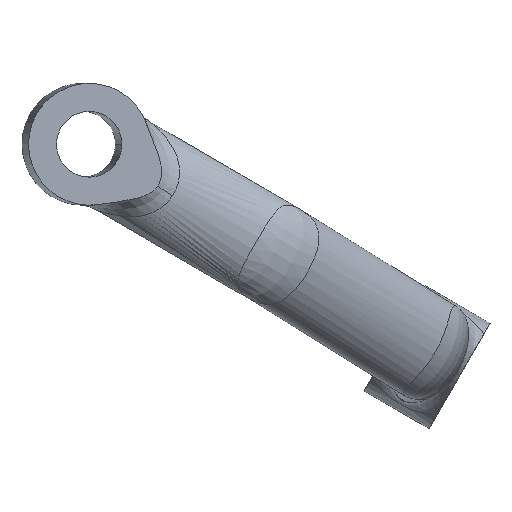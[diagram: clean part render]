
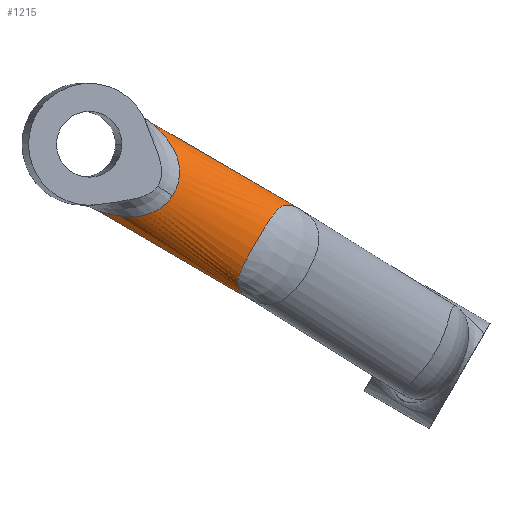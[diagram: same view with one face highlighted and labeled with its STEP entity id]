
A CAD part, left-side view. The second image highlights one B-rep face of the part: STEP entity #1215.
In plain terms, the highlighted face is a extrusion surface.
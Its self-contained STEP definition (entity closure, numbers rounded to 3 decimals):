
#107=CARTESIAN_POINT('',(-18.184,-6.084,63.71));
#108=CARTESIAN_POINT('',(-18.186,-6.036,63.636));
#109=CARTESIAN_POINT('',(-18.184,-5.931,63.493));
#110=CARTESIAN_POINT('',(-18.168,-5.745,63.292));
#111=CARTESIAN_POINT('',(-18.136,-5.534,63.111));
#112=CARTESIAN_POINT('',(-18.094,-5.315,62.962));
#113=CARTESIAN_POINT('',(-18.043,-5.093,62.842));
#114=CARTESIAN_POINT('',(-17.982,-4.851,62.742));
#115=CARTESIAN_POINT('',(-17.906,-4.576,62.659));
#116=CARTESIAN_POINT('',(-17.812,-4.261,62.6));
#117=CARTESIAN_POINT('',(-17.703,-3.915,62.576));
#118=CARTESIAN_POINT('',(-17.594,-3.58,62.588));
#119=CARTESIAN_POINT('',(-17.495,-3.29,62.621));
#120=CARTESIAN_POINT('',(-17.405,-3.038,62.665));
#121=CARTESIAN_POINT('',(-17.32,-2.811,62.716));
#122=CARTESIAN_POINT('',(-17.239,-2.611,62.768));
#123=CARTESIAN_POINT('',(-17.161,-2.439,62.818));
#124=CARTESIAN_POINT('',(-17.085,-2.294,62.863));
#125=CARTESIAN_POINT('',(-17.009,-2.178,62.901));
#126=CARTESIAN_POINT('',(-16.934,-2.094,62.929));
#127=CARTESIAN_POINT('',(-16.86,-2.043,62.946));
#128=CARTESIAN_POINT('',(-16.809,-2.028,62.949));
#129=CARTESIAN_POINT('',(-16.784,-2.026,62.949));
#131=CARTESIAN_POINT('',(-16.544,-4.774,67.708));
#132=CARTESIAN_POINT('',(-16.57,-4.776,67.708));
#133=CARTESIAN_POINT('',(-16.623,-4.789,67.701));
#134=CARTESIAN_POINT('',(-16.709,-4.842,67.663));
#135=CARTESIAN_POINT('',(-16.796,-4.929,67.596));
#136=CARTESIAN_POINT('',(-16.885,-5.045,67.501));
#137=CARTESIAN_POINT('',(-16.975,-5.187,67.379));
#138=CARTESIAN_POINT('',(-17.07,-5.349,67.229));
#139=CARTESIAN_POINT('',(-17.173,-5.531,67.047));
#140=CARTESIAN_POINT('',(-17.286,-5.729,66.825));
#141=CARTESIAN_POINT('',(-17.416,-5.941,66.551));
#142=CARTESIAN_POINT('',(-17.559,-6.144,66.226));
#143=CARTESIAN_POINT('',(-17.695,-6.302,65.883));
#144=CARTESIAN_POINT('',(-17.815,-6.404,65.551));
#145=CARTESIAN_POINT('',(-17.916,-6.457,65.235));
#146=CARTESIAN_POINT('',(-17.998,-6.469,64.941));
#147=CARTESIAN_POINT('',(-18.061,-6.447,64.673));
#148=CARTESIAN_POINT('',(-18.111,-6.4,64.424));
#149=CARTESIAN_POINT('',(-18.148,-6.326,64.181));
#150=CARTESIAN_POINT('',(-18.174,-6.22,63.937));
#151=CARTESIAN_POINT('',(-18.182,-6.133,63.785));
#152=CARTESIAN_POINT('',(-18.184,-6.084,63.71));
#154=DIRECTION('',(0.075,-0.862,-0.501));
#155=VECTOR('',#154,9.382);
#156=CARTESIAN_POINT('',(-16.544,-4.774,67.708));
#157=LINE('',#156,#155);
#158=CARTESIAN_POINT('',(-15.836,-12.86,63.004));
#159=CARTESIAN_POINT('',(-15.906,-12.799,63.043));
#160=CARTESIAN_POINT('',(-16.032,-12.67,63.112));
#161=CARTESIAN_POINT('',(-16.213,-12.493,63.178));
#162=CARTESIAN_POINT('',(-16.381,-12.328,63.212));
#163=CARTESIAN_POINT('',(-16.542,-12.177,63.216));
#164=CARTESIAN_POINT('',(-16.693,-12.039,63.191));
#165=CARTESIAN_POINT('',(-16.833,-11.914,63.141));
#166=CARTESIAN_POINT('',(-16.963,-11.799,63.069));
#167=CARTESIAN_POINT('',(-17.076,-11.697,62.985));
#168=CARTESIAN_POINT('',(-17.202,-11.581,62.866));
#169=CARTESIAN_POINT('',(-17.329,-11.455,62.711));
#170=CARTESIAN_POINT('',(-17.444,-11.327,62.531));
#171=CARTESIAN_POINT('',(-17.536,-11.209,62.353));
#172=CARTESIAN_POINT('',(-17.625,-11.076,62.138));
#173=CARTESIAN_POINT('',(-17.704,-10.923,61.883));
#174=CARTESIAN_POINT('',(-17.768,-10.742,61.575));
#175=CARTESIAN_POINT('',(-17.801,-10.551,61.246));
#176=CARTESIAN_POINT('',(-17.8,-10.358,60.909));
#177=CARTESIAN_POINT('',(-17.763,-10.173,60.584));
#178=CARTESIAN_POINT('',(-17.707,-10.027,60.32));
#179=CARTESIAN_POINT('',(-17.639,-9.908,60.096));
#180=CARTESIAN_POINT('',(-17.565,-9.811,59.902));
#181=CARTESIAN_POINT('',(-17.469,-9.718,59.697));
#182=CARTESIAN_POINT('',(-17.361,-9.645,59.507));
#183=CARTESIAN_POINT('',(-17.252,-9.598,59.342));
#184=CARTESIAN_POINT('',(-17.15,-9.573,59.206));
#185=CARTESIAN_POINT('',(-17.032,-9.564,59.062));
#186=CARTESIAN_POINT('',(-16.902,-9.578,58.921));
#187=CARTESIAN_POINT('',(-16.761,-9.619,58.78));
#188=CARTESIAN_POINT('',(-16.608,-9.692,58.639));
#189=CARTESIAN_POINT('',(-16.447,-9.796,58.503));
#190=CARTESIAN_POINT('',(-16.27,-9.933,58.37));
#191=CARTESIAN_POINT('',(-16.146,-10.051,58.284));
#192=CARTESIAN_POINT('',(-16.077,-10.113,58.245));
#229=CARTESIAN_POINT('',(-16.784,-2.026,62.949));
#252=DIRECTION('',(0.075,-0.862,-0.501));
#253=VECTOR('',#252,9.382);
#254=CARTESIAN_POINT('',(-16.784,-2.026,62.949));
#255=LINE('',#254,#253);
#298=CARTESIAN_POINT('',(-16.544,-4.774,67.708));
#976=VERTEX_POINT('',#158);
#977=VERTEX_POINT('',#192);
#992=VERTEX_POINT('',#229);
#994=VERTEX_POINT('',#107);
#996=VERTEX_POINT('',#298);
#1196=CARTESIAN_POINT('',(-16.701,-2.981,
65.572));
#1197=DIRECTION('',(0.075,-0.862,-0.501));
#1198=DIRECTION('',(-0.044,0.5,-0.865));
#1199=AXIS2_PLACEMENT_3D('',#1196,#1197,#1198);
#1201=DIRECTION('',(0.075,-0.862,-0.501));
#1202=VECTOR('',#1201,1.);
#1203=SURFACE_OF_LINEAR_EXTRUSION('',#1200,#1202);
#1204=ORIENTED_EDGE('',*,*,#1185,.F.);
#1206=ORIENTED_EDGE('',*,*,#1205,.F.);
#1208=ORIENTED_EDGE('',*,*,#1207,.T.);
#1210=ORIENTED_EDGE('',*,*,#1209,.T.);
#1212=ORIENTED_EDGE('',*,*,#1211,.F.);
#1213=EDGE_LOOP('',(#1204,#1206,#1208,#1210,#1212));
#1214=FACE_OUTER_BOUND('',#1213,.F.);
#1215=ADVANCED_FACE('',(#1214),#1203,.T.);
#130=B_SPLINE_CURVE_WITH_KNOTS('',3,(#107,#108,#109,#110,#111,#112,#113,#114,
#115,#116,#117,#118,#119,#120,#121,#122,#123,#124,#125,#126,#127,#128,#129),
.UNSPECIFIED.,.F.,.F.,(4,1,1,1,1,1,1,1,1,1,1,1,1,1,1,1,1,1,1,1,4),(0.,0.05,
0.1,0.15,0.2,0.25,0.3,0.35,0.4,0.45,0.5,0.55,0.6,0.65,
0.7,0.75,0.8,0.85,0.9,0.95,1.),.UNSPECIFIED.);
#153=B_SPLINE_CURVE_WITH_KNOTS('',3,(#131,#132,#133,#134,#135,#136,#137,#138,
#139,#140,#141,#142,#143,#144,#145,#146,#147,#148,#149,#150,#151,#152),
.UNSPECIFIED.,.F.,.F.,(4,1,1,1,1,1,1,1,1,1,1,1,1,1,1,1,1,1,1,4),(0.,
0.053,0.105,0.158,0.211,
0.263,0.316,0.368,0.421,
0.474,0.526,0.579,0.632,
0.684,0.737,0.789,0.842,
0.895,0.947,1.),.UNSPECIFIED.);
#193=B_SPLINE_CURVE_WITH_KNOTS('',3,(#158,#159,#160,#161,#162,#163,#164,#165,
#166,#167,#168,#169,#170,#171,#172,#173,#174,#175,#176,#177,#178,#179,#180,#181,
#182,#183,#184,#185,#186,#187,#188,#189,#190,#191,#192),.UNSPECIFIED.,.F.,.F.,
(4,1,1,1,1,1,1,1,1,1,1,1,1,1,1,1,1,1,1,1,1,1,1,1,1,1,1,1,1,1,1,1,4),(0.,
0.031,0.063,0.094,0.125,0.156,0.188,0.219,0.25,0.281,
0.313,0.344,0.375,0.406,0.438,0.469,0.5,0.531,
0.563,0.594,0.625,0.656,0.688,0.719,0.75,0.781,
0.813,0.844,0.875,0.906,0.938,0.969,1.),.UNSPECIFIED.);
#1185=EDGE_CURVE('',#994,#992,#130,.T.);
#1200=ELLIPSE('',#1199,2.75,1.75);
#1205=EDGE_CURVE('',#996,#994,#153,.T.);
#1207=EDGE_CURVE('',#996,#976,#157,.T.);
#1209=EDGE_CURVE('',#976,#977,#193,.T.);
#1211=EDGE_CURVE('',#992,#977,#255,.T.);
